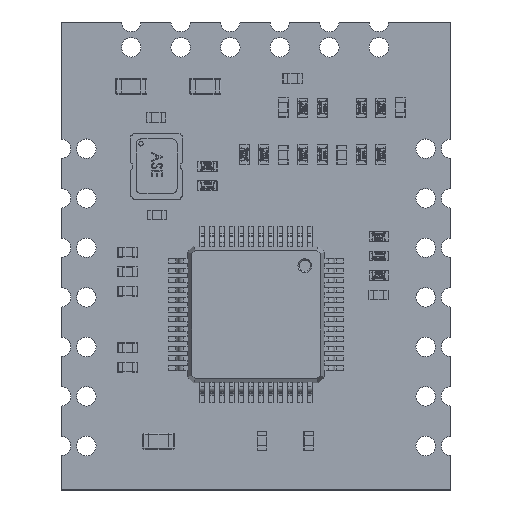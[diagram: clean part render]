
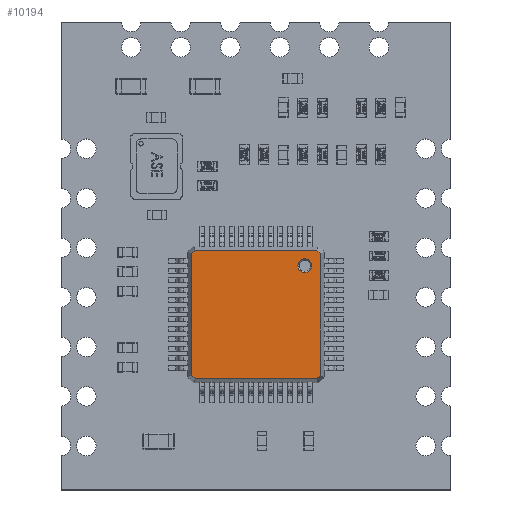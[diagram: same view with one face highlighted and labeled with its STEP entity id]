
A CAD part, top view. The second image highlights one B-rep face of the part: STEP entity #10194.
In plain terms, the highlighted planar face has unit normal (0, 0, 1).
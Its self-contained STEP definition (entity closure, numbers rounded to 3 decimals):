
#7173 = VERTEX_POINT('',#7174);
#7174 = CARTESIAN_POINT('',(-2.15,2.5,1.5));
#7180 = EDGE_CURVE('',#7181,#7173,#7183,.T.);
#7181 = VERTEX_POINT('',#7182);
#7182 = CARTESIAN_POINT('',(-2.85,2.5,1.5));
#7183 = CIRCLE('',#7184,0.35);
#7184 = AXIS2_PLACEMENT_3D('',#7185,#7186,#7187);
#7185 = CARTESIAN_POINT('',(-2.5,2.5,1.5));
#7186 = DIRECTION('',(0.,0.,1.));
#7187 = DIRECTION('',(1.,0.,0.));
#7646 = VERTEX_POINT('',#7647);
#7647 = CARTESIAN_POINT('',(-3.117,3.299,1.5));
#7653 = EDGE_CURVE('',#7654,#7646,#7656,.T.);
#7654 = VERTEX_POINT('',#7655);
#7655 = CARTESIAN_POINT('',(3.117,3.299,1.5));
#7656 = LINE('',#7657,#7658);
#7657 = CARTESIAN_POINT('',(3.5,3.299,1.5));
#7658 = VECTOR('',#7659,1.);
#7659 = DIRECTION('',(-1.,0.,0.));
#8345 = VERTEX_POINT('',#8346);
#8346 = CARTESIAN_POINT('',(-3.299,-3.117,1.5));
#8352 = EDGE_CURVE('',#8353,#8345,#8355,.T.);
#8353 = VERTEX_POINT('',#8354);
#8354 = CARTESIAN_POINT('',(-3.299,3.117,1.5));
#8355 = LINE('',#8356,#8357);
#8356 = CARTESIAN_POINT('',(-3.299,3.5,1.5));
#8357 = VECTOR('',#8358,1.);
#8358 = DIRECTION('',(0.,-1.,0.));
#9541 = EDGE_CURVE('',#7646,#8353,#9542,.T.);
#9542 = LINE('',#9543,#9544);
#9543 = CARTESIAN_POINT('',(0.292,6.708,1.5));
#9544 = VECTOR('',#9545,1.);
#9545 = DIRECTION('',(-0.707,-0.707,0.));
#9558 = VERTEX_POINT('',#9559);
#9559 = CARTESIAN_POINT('',(-3.117,-3.299,1.5));
#9565 = EDGE_CURVE('',#8345,#9558,#9566,.T.);
#9566 = LINE('',#9567,#9568);
#9567 = CARTESIAN_POINT('',(-3.208,-3.208,1.5));
#9568 = VECTOR('',#9569,1.);
#9569 = DIRECTION('',(0.707,-0.707,0.));
#9858 = VERTEX_POINT('',#9859);
#9859 = CARTESIAN_POINT('',(3.117,-3.299,1.5));
#9865 = EDGE_CURVE('',#9558,#9858,#9866,.T.);
#9866 = LINE('',#9867,#9868);
#9867 = CARTESIAN_POINT('',(3.5,-3.299,1.5));
#9868 = VECTOR('',#9869,1.);
#9869 = DIRECTION('',(1.,0.,0.));
#9882 = VERTEX_POINT('',#9883);
#9883 = CARTESIAN_POINT('',(3.299,-3.117,1.5));
#9889 = EDGE_CURVE('',#9858,#9882,#9890,.T.);
#9890 = LINE('',#9891,#9892);
#9891 = CARTESIAN_POINT('',(6.708,0.292,1.5));
#9892 = VECTOR('',#9893,1.);
#9893 = DIRECTION('',(0.707,0.707,0.));
#10159 = VERTEX_POINT('',#10160);
#10160 = CARTESIAN_POINT('',(3.299,3.117,1.5));
#10166 = EDGE_CURVE('',#9882,#10159,#10167,.T.);
#10167 = LINE('',#10168,#10169);
#10168 = CARTESIAN_POINT('',(3.299,3.5,1.5));
#10169 = VECTOR('',#10170,1.);
#10170 = DIRECTION('',(0.,1.,0.));
#10183 = EDGE_CURVE('',#10159,#7654,#10184,.T.);
#10184 = LINE('',#10185,#10186);
#10185 = CARTESIAN_POINT('',(3.208,3.208,1.5));
#10186 = VECTOR('',#10187,1.);
#10187 = DIRECTION('',(-0.707,0.707,0.));
#10194 = ADVANCED_FACE('',(#10195,#10205),#10215,.F.);
#10195 = FACE_BOUND('',#10196,.T.);
#10196 = EDGE_LOOP('',(#10197,#10204));
#10197 = ORIENTED_EDGE('',*,*,#10198,.F.);
#10198 = EDGE_CURVE('',#7173,#7181,#10199,.T.);
#10199 = CIRCLE('',#10200,0.35);
#10200 = AXIS2_PLACEMENT_3D('',#10201,#10202,#10203);
#10201 = CARTESIAN_POINT('',(-2.5,2.5,1.5));
#10202 = DIRECTION('',(0.,0.,1.));
#10203 = DIRECTION('',(1.,0.,0.));
#10204 = ORIENTED_EDGE('',*,*,#7180,.F.);
#10205 = FACE_BOUND('',#10206,.T.);
#10206 = EDGE_LOOP('',(#10207,#10208,#10209,#10210,#10211,#10212,#10213,
    #10214));
#10207 = ORIENTED_EDGE('',*,*,#7653,.T.);
#10208 = ORIENTED_EDGE('',*,*,#9541,.T.);
#10209 = ORIENTED_EDGE('',*,*,#8352,.T.);
#10210 = ORIENTED_EDGE('',*,*,#9565,.T.);
#10211 = ORIENTED_EDGE('',*,*,#9865,.T.);
#10212 = ORIENTED_EDGE('',*,*,#9889,.T.);
#10213 = ORIENTED_EDGE('',*,*,#10166,.T.);
#10214 = ORIENTED_EDGE('',*,*,#10183,.T.);
#10215 = PLANE('',#10216);
#10216 = AXIS2_PLACEMENT_3D('',#10217,#10218,#10219);
#10217 = CARTESIAN_POINT('',(3.5,3.5,1.5));
#10218 = DIRECTION('',(0.,0.,-1.));
#10219 = DIRECTION('',(-1.,0.,0.));
